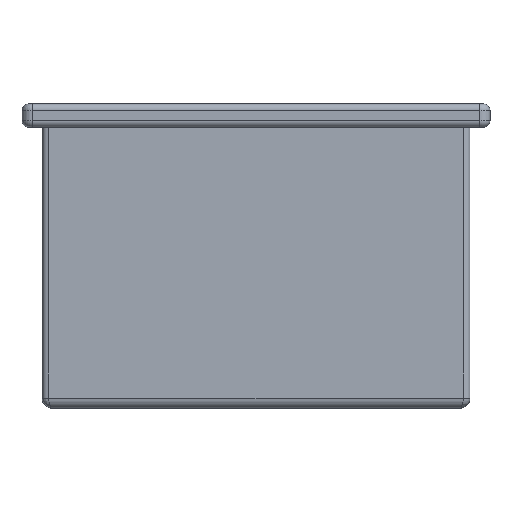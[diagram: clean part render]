
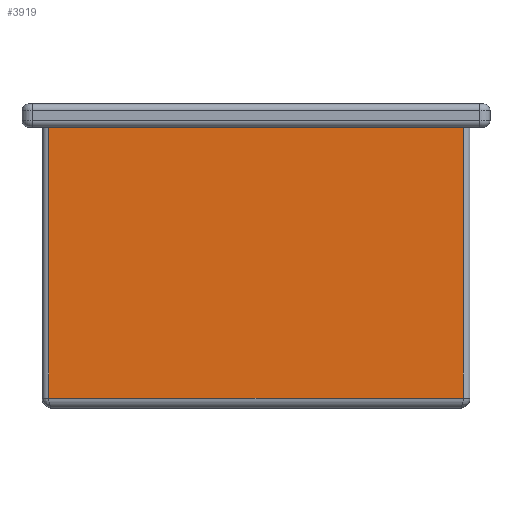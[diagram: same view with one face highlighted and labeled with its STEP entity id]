
A CAD part, front view. The second image highlights one B-rep face of the part: STEP entity #3919.
In plain terms, the highlighted planar face has unit normal (0, -1, 0).
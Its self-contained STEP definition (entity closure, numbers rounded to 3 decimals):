
#368 = VECTOR ( 'NONE', #8512, 1000. ) ;
#848 = ORIENTED_EDGE ( 'NONE', *, *, #4750, .T. ) ;
#1118 = LINE ( 'NONE', #3840, #6151 ) ;
#1193 = CARTESIAN_POINT ( 'NONE',  ( -10.2, -3.38, -0.7 ) ) ;
#1695 = ORIENTED_EDGE ( 'NONE', *, *, #7867, .T. ) ;
#1808 = VERTEX_POINT ( 'NONE', #1193 ) ;
#2269 = EDGE_CURVE ( 'NONE', #6750, #1808, #1118, .T. ) ;
#2408 = EDGE_CURVE ( 'NONE', #5166, #6301, #10775, .T. ) ;
#2590 = FACE_OUTER_BOUND ( 'NONE', #5342, .T. ) ;
#3304 = DIRECTION ( 'NONE',  ( 0., 0., 1. ) ) ;
#3840 = CARTESIAN_POINT ( 'NONE',  ( -10.2, -3.38, -8.7 ) ) ;
#3905 = ORIENTED_EDGE ( 'NONE', *, *, #2269, .F. ) ;
#3919 = ADVANCED_FACE ( 'NONE', ( #2590 ), #6177, .T. ) ;
#4026 = DIRECTION ( 'NONE',  ( 0., 0., -1. ) ) ;
#4750 = EDGE_CURVE ( 'NONE', #6750, #5166, #9985, .T. ) ;
#5134 = CARTESIAN_POINT ( 'NONE',  ( -10.2, -3.38, -8.8 ) ) ;
#5166 = VERTEX_POINT ( 'NONE', #7979 ) ;
#5342 = EDGE_LOOP ( 'NONE', ( #3905, #848, #6371, #1695 ) ) ;
#5587 = VECTOR ( 'NONE', #3304, 1000. ) ;
#5775 = DIRECTION ( 'NONE',  ( 0., 0., 1. ) ) ;
#6151 = VECTOR ( 'NONE', #5775, 1000. ) ;
#6177 = PLANE ( 'NONE',  #10055 ) ;
#6301 = VERTEX_POINT ( 'NONE', #7441 ) ;
#6371 = ORIENTED_EDGE ( 'NONE', *, *, #2408, .T. ) ;
#6689 = CARTESIAN_POINT ( 'NONE',  ( 2.4, -3.38, -0.7 ) ) ;
#6750 = VERTEX_POINT ( 'NONE', #5134 ) ;
#7441 = CARTESIAN_POINT ( 'NONE',  ( 2.2, -3.38, -0.7 ) ) ;
#7867 = EDGE_CURVE ( 'NONE', #6301, #1808, #8571, .T. ) ;
#7979 = CARTESIAN_POINT ( 'NONE',  ( 2.2, -3.38, -8.8 ) ) ;
#8512 = DIRECTION ( 'NONE',  ( -1., 0., 0. ) ) ;
#8571 = LINE ( 'NONE', #6689, #368 ) ;
#8757 = VECTOR ( 'NONE', #9153, 1000. ) ;
#9153 = DIRECTION ( 'NONE',  ( 1., 0., 0. ) ) ;
#9211 = DIRECTION ( 'NONE',  ( 0., -1., 0. ) ) ;
#9927 = CARTESIAN_POINT ( 'NONE',  ( -2., -3.38, -8.8 ) ) ;
#9985 = LINE ( 'NONE', #9927, #8757 ) ;
#10055 = AXIS2_PLACEMENT_3D ( 'NONE', #10448, #9211, #4026 ) ;
#10448 = CARTESIAN_POINT ( 'NONE',  ( -2., -3.38, -8.7 ) ) ;
#10775 = LINE ( 'NONE', #11371, #5587 ) ;
#11371 = CARTESIAN_POINT ( 'NONE',  ( 2.2, -3.38, -8.7 ) ) ;
